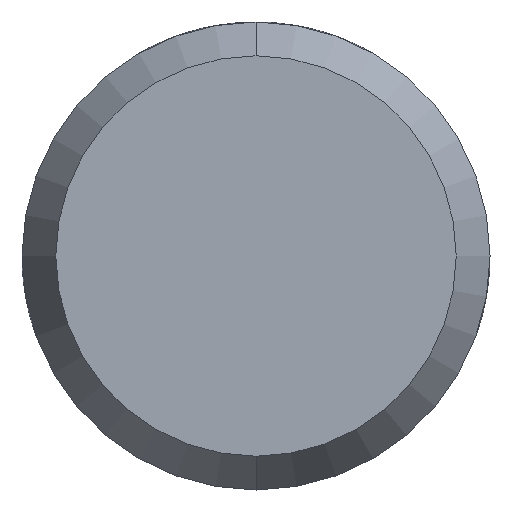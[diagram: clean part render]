
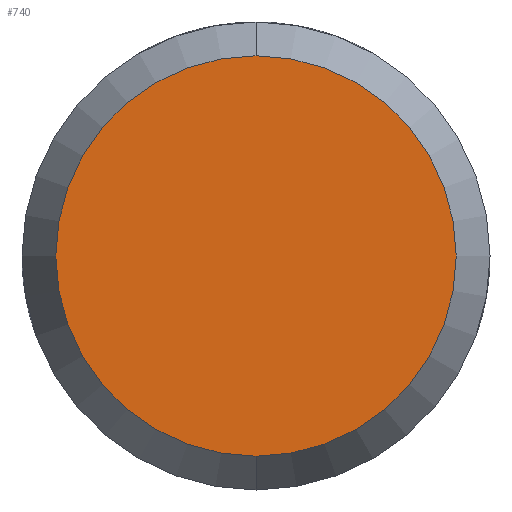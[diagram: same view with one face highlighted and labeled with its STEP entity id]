
A CAD part, front view. The second image highlights one B-rep face of the part: STEP entity #740.
In plain terms, the highlighted planar face has unit normal (0, -1, 0).
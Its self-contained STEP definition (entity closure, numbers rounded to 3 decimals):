
#312=CARTESIAN_POINT('',(0.,-25.064,0.));
#313=DIRECTION('',(0.,1.,0.));
#314=DIRECTION('',(0.,0.,1.));
#315=AXIS2_PLACEMENT_3D('',#312,#313,#314);
#317=CARTESIAN_POINT('',(0.,-25.064,0.));
#318=DIRECTION('',(0.,1.,0.));
#319=DIRECTION('',(0.,0.,-1.));
#320=AXIS2_PLACEMENT_3D('',#317,#318,#319);
#378=CARTESIAN_POINT('',(0.,-25.064,3.423));
#379=CARTESIAN_POINT('',(0.,-25.064,-3.423));
#380=VERTEX_POINT('',#378);
#381=VERTEX_POINT('',#379);
#731=CARTESIAN_POINT('',(0.,-25.064,0.));
#732=DIRECTION('',(0.,-1.,0.));
#733=DIRECTION('',(1.,0.,0.));
#734=AXIS2_PLACEMENT_3D('',#731,#732,#733);
#735=PLANE('',#734);
#736=ORIENTED_EDGE('',*,*,#441,.T.);
#737=ORIENTED_EDGE('',*,*,#717,.T.);
#738=EDGE_LOOP('',(#736,#737));
#739=FACE_OUTER_BOUND('',#738,.F.);
#740=ADVANCED_FACE('',(#739),#735,.T.);
#316=CIRCLE('',#315,3.423);
#321=CIRCLE('',#320,3.423);
#441=EDGE_CURVE('',#380,#381,#316,.T.);
#717=EDGE_CURVE('',#381,#380,#321,.T.);
